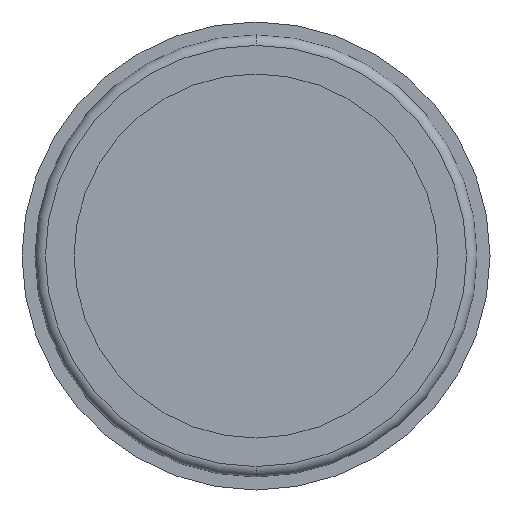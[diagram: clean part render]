
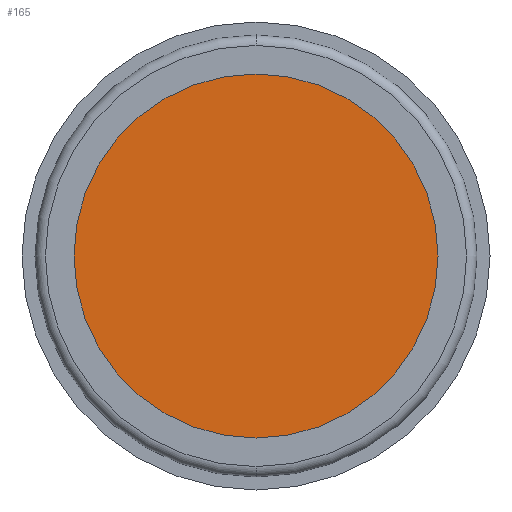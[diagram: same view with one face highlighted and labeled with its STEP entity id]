
A CAD part, front view. The second image highlights one B-rep face of the part: STEP entity #165.
In plain terms, the highlighted planar face has unit normal (0, -1, 0).
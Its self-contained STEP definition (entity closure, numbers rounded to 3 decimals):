
#45 = AXIS2_PLACEMENT_3D ( 'NONE', #200, #201, #199 ) ;
#115 = FACE_OUTER_BOUND ( 'NONE', #697, .T. ) ;
#117 = AXIS2_PLACEMENT_3D ( 'NONE', #211, #210, #209 ) ;
#140 = AXIS2_PLACEMENT_3D ( 'NONE', #551, #552, #553 ) ;
#165 = ADVANCED_FACE ( 'NONE', ( #115 ), #212, .F. ) ;
#175 = EDGE_CURVE ( 'NONE', #736, #743, #427, .T. ) ;
#199 = DIRECTION ( 'NONE',  ( 0., 0., 1. ) ) ;
#200 = CARTESIAN_POINT ( 'NONE',  ( 0., 13.4, 0. ) ) ;
#201 = DIRECTION ( 'NONE',  ( 0., 1., 0. ) ) ;
#209 = DIRECTION ( 'NONE',  ( 0., 0., 1. ) ) ;
#210 = DIRECTION ( 'NONE',  ( 0., 1., 0. ) ) ;
#211 = CARTESIAN_POINT ( 'NONE',  ( 35., 13.4, 0. ) ) ;
#212 = PLANE ( 'NONE',  #117 ) ;
#350 = CARTESIAN_POINT ( 'NONE',  ( 0., 13.4, 35. ) ) ;
#357 = CARTESIAN_POINT ( 'NONE',  ( 0., 13.4, -35. ) ) ;
#427 = CIRCLE ( 'NONE', #140, 35. ) ;
#447 = EDGE_CURVE ( 'NONE', #743, #736, #500, .T. ) ;
#500 = CIRCLE ( 'NONE', #45, 35. ) ;
#551 = CARTESIAN_POINT ( 'NONE',  ( 0., 13.4, 0. ) ) ;
#552 = DIRECTION ( 'NONE',  ( 0., 1., 0. ) ) ;
#553 = DIRECTION ( 'NONE',  ( 0., 0., 1. ) ) ;
#644 = ORIENTED_EDGE ( 'NONE', *, *, #175, .F. ) ;
#649 = ORIENTED_EDGE ( 'NONE', *, *, #447, .F. ) ;
#697 = EDGE_LOOP ( 'NONE', ( #644, #649 ) ) ;
#736 = VERTEX_POINT ( 'NONE', #350 ) ;
#743 = VERTEX_POINT ( 'NONE', #357 ) ;
